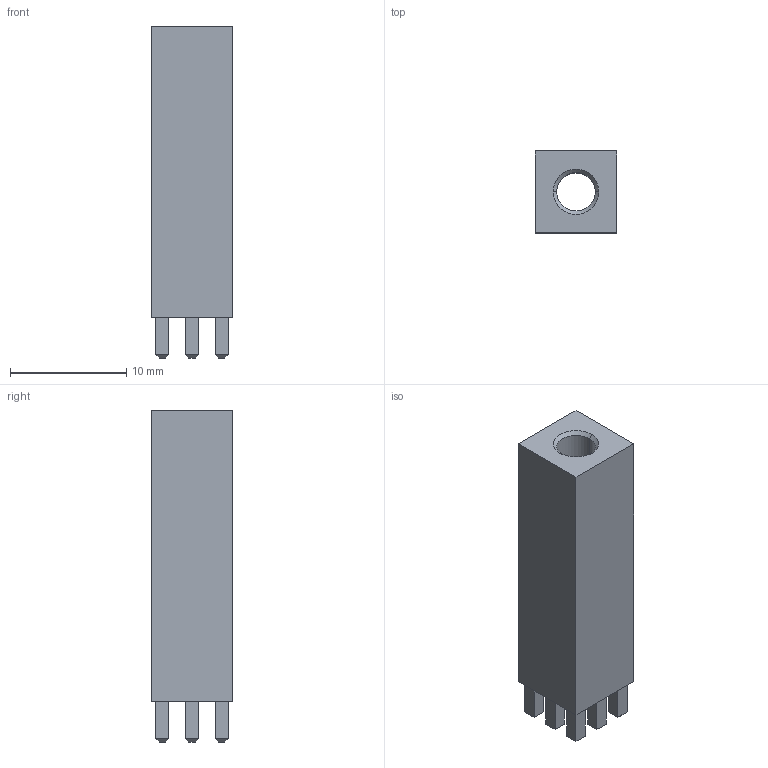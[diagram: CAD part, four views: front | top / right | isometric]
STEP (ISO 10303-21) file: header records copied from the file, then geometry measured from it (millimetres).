
FILE_DESCRIPTION (( 'STEP AP203' ), '1' );
FILE_NAME ('92743-C.STEP', '2013-12-17T17:35:21', ( 'Hajo' ), ( 'Microsoft' ), 'SwSTEP 2.0', 'SolidWorks 2011', '' );
FILE_SCHEMA (( 'CONFIG_CONTROL_DESIGN' ));
Length unit declared in the file: millimetre
Products named in the file (1): 92743-C
Bounding box: 7 x 7 x 28.5 mm (x, y, z)
Volume: 1045.1 mm3; surface area: 1157.4 mm2
Topology: 1 solids, 1 shells, 82 faces, 182 edges, 110 vertices
Faces by surface type: plane 78, cone 2, cylinder 2
Entity records: 2261 total; most frequent: CARTESIAN_POINT 375, ORIENTED_EDGE 364, DIRECTION 354, EDGE_CURVE 182, LINE 176, VECTOR 176, VERTEX_POINT 110, EDGE_LOOP 92
